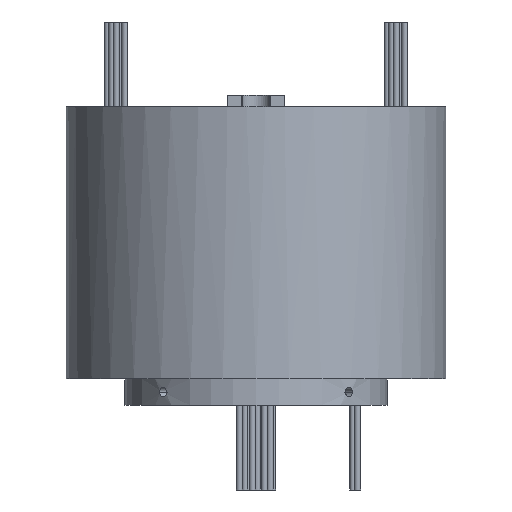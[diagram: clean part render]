
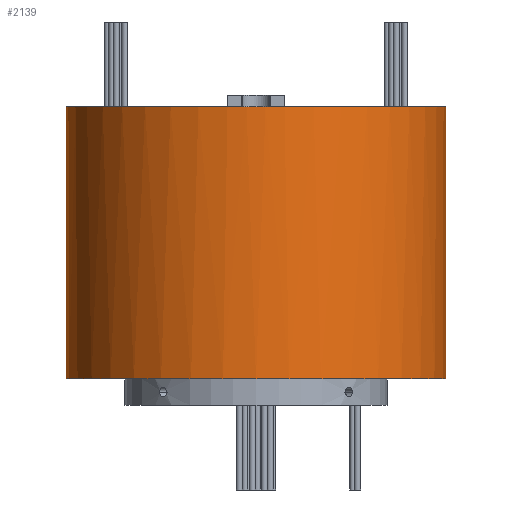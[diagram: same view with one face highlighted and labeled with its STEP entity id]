
A CAD part, front view. The second image highlights one B-rep face of the part: STEP entity #2139.
In plain terms, the highlighted cylindrical face has radius 65 mm (diameter 130 mm), a partial arc.
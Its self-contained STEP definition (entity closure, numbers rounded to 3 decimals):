
#117 = CARTESIAN_POINT ( 'NONE',  ( 65., 0., 102.2 ) ) ;
#353 = ORIENTED_EDGE ( 'NONE', *, *, #1881, .F. ) ;
#547 = CARTESIAN_POINT ( 'NONE',  ( 0., 0., 102.2 ) ) ;
#611 = CARTESIAN_POINT ( 'NONE',  ( 65., 0., 102.2 ) ) ;
#666 = AXIS2_PLACEMENT_3D ( 'NONE', #3746, #6532, #6564 ) ;
#683 = VERTEX_POINT ( 'NONE', #3668 ) ;
#729 = AXIS2_PLACEMENT_3D ( 'NONE', #6316, #2937, #6913 ) ;
#748 = CIRCLE ( 'NONE', #2059, 65. ) ;
#786 = LINE ( 'NONE', #4634, #6639 ) ;
#989 = DIRECTION ( 'NONE',  ( 0., 0., 1. ) ) ;
#1005 = VERTEX_POINT ( 'NONE', #4465 ) ;
#1101 = EDGE_CURVE ( 'NONE', #683, #2812, #786, .T. ) ;
#1107 = CARTESIAN_POINT ( 'NONE',  ( -9.75, -64.265, 102.2 ) ) ;
#1118 = DIRECTION ( 'NONE',  ( 1., 0., 0. ) ) ;
#1249 = DIRECTION ( 'NONE',  ( 0., 0., -1. ) ) ;
#1618 = CARTESIAN_POINT ( 'NONE',  ( 65., 0., 9. ) ) ;
#1881 = EDGE_CURVE ( 'NONE', #3536, #2778, #6178, .T. ) ;
#2059 = AXIS2_PLACEMENT_3D ( 'NONE', #4383, #989, #4950 ) ;
#2139 = ADVANCED_FACE ( 'NONE', ( #2204 ), #5052, .T. ) ;
#2150 = AXIS2_PLACEMENT_3D ( 'NONE', #547, #4511, #1118 ) ;
#2204 = FACE_OUTER_BOUND ( 'NONE', #7289, .T. ) ;
#2342 = CIRCLE ( 'NONE', #729, 65. ) ;
#2538 = CIRCLE ( 'NONE', #4912, 65. ) ;
#2778 = VERTEX_POINT ( 'NONE', #1618 ) ;
#2812 = VERTEX_POINT ( 'NONE', #6154 ) ;
#2829 = EDGE_CURVE ( 'NONE', #683, #4711, #6806, .T. ) ;
#2937 = DIRECTION ( 'NONE',  ( 0., 0., 1. ) ) ;
#3019 = ORIENTED_EDGE ( 'NONE', *, *, #1101, .T. ) ;
#3255 = DIRECTION ( 'NONE',  ( 0., 0., 1. ) ) ;
#3318 = EDGE_CURVE ( 'NONE', #4711, #1005, #2538, .T. ) ;
#3536 = VERTEX_POINT ( 'NONE', #611 ) ;
#3668 = CARTESIAN_POINT ( 'NONE',  ( -65., 0., 102.2 ) ) ;
#3746 = CARTESIAN_POINT ( 'NONE',  ( 0., 0., 102.2 ) ) ;
#3983 = EDGE_CURVE ( 'NONE', #2812, #2778, #748, .T. ) ;
#4269 = ORIENTED_EDGE ( 'NONE', *, *, #4890, .F. ) ;
#4383 = CARTESIAN_POINT ( 'NONE',  ( 0., 0., 9. ) ) ;
#4465 = CARTESIAN_POINT ( 'NONE',  ( 9.75, -64.265, 102.2 ) ) ;
#4511 = DIRECTION ( 'NONE',  ( 0., 0., 1. ) ) ;
#4634 = CARTESIAN_POINT ( 'NONE',  ( -65., 0., 102.2 ) ) ;
#4676 = VECTOR ( 'NONE', #1249, 1000. ) ;
#4711 = VERTEX_POINT ( 'NONE', #1107 ) ;
#4890 = EDGE_CURVE ( 'NONE', #1005, #3536, #2342, .T. ) ;
#4912 = AXIS2_PLACEMENT_3D ( 'NONE', #6652, #3255, #7214 ) ;
#4950 = DIRECTION ( 'NONE',  ( 1., 0., 0. ) ) ;
#5052 = CYLINDRICAL_SURFACE ( 'NONE', #666, 65. ) ;
#5374 = ORIENTED_EDGE ( 'NONE', *, *, #3983, .T. ) ;
#5994 = ORIENTED_EDGE ( 'NONE', *, *, #3318, .F. ) ;
#6154 = CARTESIAN_POINT ( 'NONE',  ( -65., 0., 9. ) ) ;
#6178 = LINE ( 'NONE', #117, #4676 ) ;
#6279 = ORIENTED_EDGE ( 'NONE', *, *, #2829, .F. ) ;
#6316 = CARTESIAN_POINT ( 'NONE',  ( 0., 0., 102.2 ) ) ;
#6532 = DIRECTION ( 'NONE',  ( 0., 0., -1. ) ) ;
#6564 = DIRECTION ( 'NONE',  ( -1., 0., 0. ) ) ;
#6639 = VECTOR ( 'NONE', #6910, 1000. ) ;
#6652 = CARTESIAN_POINT ( 'NONE',  ( 0., 0., 102.2 ) ) ;
#6806 = CIRCLE ( 'NONE', #2150, 65. ) ;
#6910 = DIRECTION ( 'NONE',  ( 0., 0., -1. ) ) ;
#6913 = DIRECTION ( 'NONE',  ( 1., 0., 0. ) ) ;
#7214 = DIRECTION ( 'NONE',  ( 1., 0., 0. ) ) ;
#7289 = EDGE_LOOP ( 'NONE', ( #353, #4269, #5994, #6279, #3019, #5374 ) ) ;
